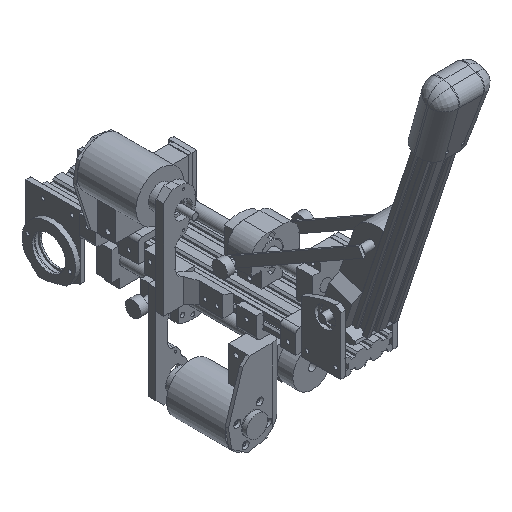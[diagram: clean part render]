
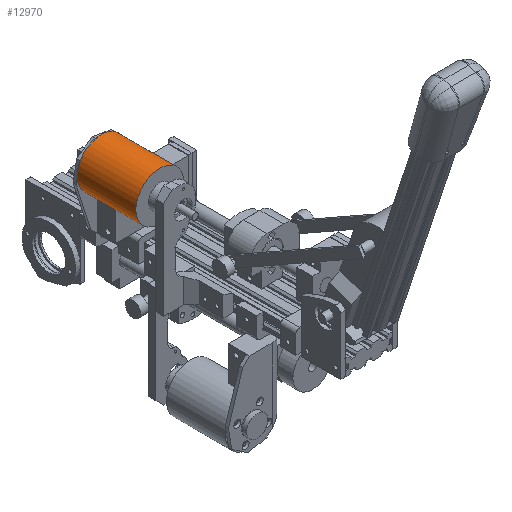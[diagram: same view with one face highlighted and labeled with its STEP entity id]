
A CAD part, isometric view. The second image highlights one B-rep face of the part: STEP entity #12970.
In plain terms, the highlighted cylindrical face has radius 30.5 mm (diameter 61 mm), a full revolution.
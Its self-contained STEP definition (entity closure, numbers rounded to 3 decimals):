
#659=CIRCLE('',#13982,30.5);
#660=CIRCLE('',#13983,30.5);
#1105=CYLINDRICAL_SURFACE('',#13981,30.5);
#1685=FACE_OUTER_BOUND('',#2500,.T.);
#2500=EDGE_LOOP('',(#10195,#10196,#10197,#10198));
#3712=LINE('',#20715,#4901);
#4901=VECTOR('',#16383,31.5);
#6032=VERTEX_POINT('',#20712);
#6033=VERTEX_POINT('',#20714);
#7535=EDGE_CURVE('',#6032,#6032,#659,.F.);
#7536=EDGE_CURVE('',#6032,#6033,#3712,.T.);
#7537=EDGE_CURVE('',#6033,#6033,#660,.F.);
#10195=ORIENTED_EDGE('',*,*,#7535,.F.);
#10196=ORIENTED_EDGE('',*,*,#7536,.T.);
#10197=ORIENTED_EDGE('',*,*,#7537,.T.);
#10198=ORIENTED_EDGE('',*,*,#7536,.F.);
#12970=ADVANCED_FACE('',(#1685),#1105,.T.);
#13981=AXIS2_PLACEMENT_3D('',#20711,#16379,#16380);
#13982=AXIS2_PLACEMENT_3D('',#20713,#16381,#16382);
#13983=AXIS2_PLACEMENT_3D('',#20716,#16384,#16385);
#16379=DIRECTION('center_axis',(0.,-1.,0.));
#16380=DIRECTION('ref_axis',(0.985,0.,-0.174));
#16381=DIRECTION('center_axis',(0.,1.,0.));
#16382=DIRECTION('ref_axis',(0.985,0.,-0.174));
#16383=DIRECTION('',(0.,1.,0.));
#16384=DIRECTION('center_axis',(0.,1.,0.));
#16385=DIRECTION('ref_axis',(0.985,0.,-0.174));
#20711=CARTESIAN_POINT('Origin',(-128.924,61.596,44.807));
#20712=CARTESIAN_POINT('',(-158.961,-13.044,50.104));
#20713=CARTESIAN_POINT('Origin',(-128.924,-13.044,44.807));
#20714=CARTESIAN_POINT('',(-158.961,61.596,50.104));
#20715=CARTESIAN_POINT('',(-158.961,61.596,50.104));
#20716=CARTESIAN_POINT('Origin',(-128.924,61.596,44.807));
